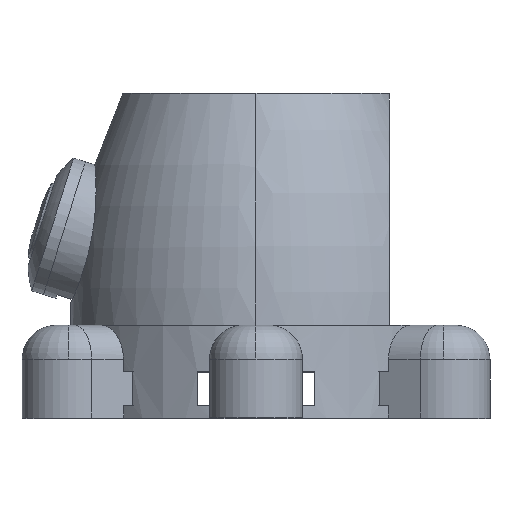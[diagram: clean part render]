
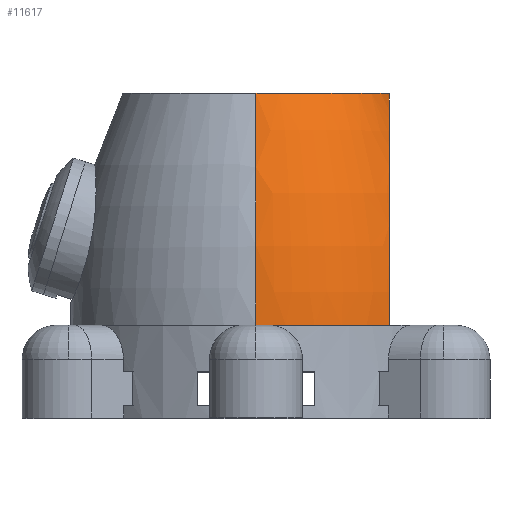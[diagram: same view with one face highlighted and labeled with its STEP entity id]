
A CAD part, top view. The second image highlights one B-rep face of the part: STEP entity #11617.
In plain terms, the highlighted toroidal (fillet/blend) face has major radius 113.941 mm and minor radius 173.941 mm.
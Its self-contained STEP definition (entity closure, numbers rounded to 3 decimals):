
#350 = CARTESIAN_POINT ( 'NONE',  ( 0., 30., 60. ) ) ;
#451 = CARTESIAN_POINT ( 'NONE',  ( 0., 30., -113.941 ) ) ;
#592 = CARTESIAN_POINT ( 'NONE',  ( 43., 103.587, 7.621 ) ) ;
#645 = CARTESIAN_POINT ( 'NONE',  ( 43., 99.248, 15.248 ) ) ;
#768 = CARTESIAN_POINT ( 'NONE',  ( 43., 104.057, 6.234 ) ) ;
#943 = CARTESIAN_POINT ( 'NONE',  ( 43., 62.365, 37.364 ) ) ;
#971 = CARTESIAN_POINT ( 'NONE',  ( 43., 30., 41.845 ) ) ;
#994 = EDGE_CURVE ( 'NONE', #11737, #11913, #4563, .T. ) ;
#1046 = CARTESIAN_POINT ( 'NONE',  ( 43., 33.872, 41.845 ) ) ;
#1161 = CARTESIAN_POINT ( 'NONE',  ( 0., 105., 43. ) ) ;
#1610 = CARTESIAN_POINT ( 'NONE',  ( 43., 105., 1.976 ) ) ;
#1993 = DIRECTION ( 'NONE',  ( 0., 1., 0. ) ) ;
#2321 = EDGE_CURVE ( 'NONE', #11157, #11737, #9824, .T. ) ;
#2398 = CARTESIAN_POINT ( 'NONE',  ( 43., 98.944, 15.636 ) ) ;
#2464 = CARTESIAN_POINT ( 'NONE',  ( 43., 67.954, 35.653 ) ) ;
#2522 = CARTESIAN_POINT ( 'NONE',  ( 43., 102.408, 10.32 ) ) ;
#2938 = CARTESIAN_POINT ( 'NONE',  ( 0., 30., 0. ) ) ;
#3063 = ORIENTED_EDGE ( 'NONE', *, *, #9314, .F. ) ;
#3354 = DIRECTION ( 'NONE',  ( -1., 0., 0. ) ) ;
#3499 = CARTESIAN_POINT ( 'NONE',  ( 43., 82.038, 29.326 ) ) ;
#3786 = CARTESIAN_POINT ( 'NONE',  ( 43., 54.852, 39.26 ) ) ;
#4280 = DIRECTION ( 'NONE',  ( 0., 0., 1. ) ) ;
#4292 = CARTESIAN_POINT ( 'NONE',  ( 43., 78.617, 31.124 ) ) ;
#4468 = CARTESIAN_POINT ( 'NONE',  ( 43., 102.838, 9.442 ) ) ;
#4563 = CIRCLE ( 'NONE', #11361, 43. ) ;
#4582 = CARTESIAN_POINT ( 'NONE',  ( 43., 60.493, 37.886 ) ) ;
#4639 = CARTESIAN_POINT ( 'NONE',  ( 43., 37.721, 41.66 ) ) ;
#4784 = DIRECTION ( 'NONE',  ( 0., 0., 1. ) ) ;
#4966 = VERTEX_POINT ( 'NONE', #971 ) ;
#5125 = CARTESIAN_POINT ( 'NONE',  ( 43., 104.716, 3.896 ) ) ;
#5135 = ORIENTED_EDGE ( 'NONE', *, *, #2321, .F. ) ;
#5252 = CARTESIAN_POINT ( 'NONE',  ( 43., 101.463, 12.027 ) ) ;
#5469 = DIRECTION ( 'NONE',  ( 0., 1., 0. ) ) ;
#5584 = CARTESIAN_POINT ( 'NONE',  ( 43., 105., 0. ) ) ;
#5625 = EDGE_LOOP ( 'NONE', ( #5135, #6820, #3063, #8962 ) ) ;
#5738 = DIRECTION ( 'NONE',  ( 0., 0., -1. ) ) ;
#6111 = CARTESIAN_POINT ( 'NONE',  ( 43., 97.399, 17.537 ) ) ;
#6175 = CARTESIAN_POINT ( 'NONE',  ( 43., 63.301, 37.089 ) ) ;
#6820 = ORIENTED_EDGE ( 'NONE', *, *, #11110, .T. ) ;
#7016 = CARTESIAN_POINT ( 'NONE',  ( 43., 103.409, 8.081 ) ) ;
#7071 = CARTESIAN_POINT ( 'NONE',  ( 43., 100.948, 12.855 ) ) ;
#7195 = CARTESIAN_POINT ( 'NONE',  ( 43., 76.879, 31.962 ) ) ;
#7332 = TOROIDAL_SURFACE ( 'NONE', #10626, -113.941, 173.941 ) ;
#7489 = CARTESIAN_POINT ( 'NONE',  ( 43., 45.375, 40.925 ) ) ;
#7886 = AXIS2_PLACEMENT_3D ( 'NONE', #451, #3354, #4280 ) ;
#8116 = CARTESIAN_POINT ( 'NONE',  ( 43., 91.744, 22.844 ) ) ;
#8348 = CARTESIAN_POINT ( 'NONE',  ( 43., 59.555, 38.134 ) ) ;
#8849 = CARTESIAN_POINT ( 'NONE',  ( 43., 103.91, 6.698 ) ) ;
#8962 = ORIENTED_EDGE ( 'NONE', *, *, #994, .F. ) ;
#8970 = CARTESIAN_POINT ( 'NONE',  ( 43., 87.018, 26.302 ) ) ;
#9030 = CARTESIAN_POINT ( 'NONE',  ( 43., 83.72, 28.366 ) ) ;
#9086 = AXIS2_PLACEMENT_3D ( 'NONE', #2938, #11304, #5738 ) ;
#9093 = CARTESIAN_POINT ( 'NONE',  ( 43., 105., 0. ) ) ;
#9261 = CARTESIAN_POINT ( 'NONE',  ( 43., 30., 41.845 ) ) ;
#9314 = EDGE_CURVE ( 'NONE', #11913, #4966, #11862, .T. ) ;
#9355 = FACE_OUTER_BOUND ( 'NONE', #5625, .T. ) ;
#9368 = CARTESIAN_POINT ( 'NONE',  ( 43., 49.18, 40.375 ) ) ;
#9810 = CARTESIAN_POINT ( 'NONE',  ( 43., 96.062, 18.947 ) ) ;
#9824 = CIRCLE ( 'NONE', #7886, 173.941 ) ;
#10153 = CARTESIAN_POINT ( 'NONE',  ( 43., 56.737, 38.84 ) ) ;
#10300 = CARTESIAN_POINT ( 'NONE',  ( 0., 105., 0. ) ) ;
#10626 = AXIS2_PLACEMENT_3D ( 'NONE', #11902, #5469, #10998 ) ;
#10708 = CARTESIAN_POINT ( 'NONE',  ( 43., 100.121, 14.065 ) ) ;
#10771 = CARTESIAN_POINT ( 'NONE',  ( 43., 99.835, 14.463 ) ) ;
#10998 = DIRECTION ( 'NONE',  ( 0., 0., 1. ) ) ;
#11110 = EDGE_CURVE ( 'NONE', #11157, #4966, #11782, .T. ) ;
#11157 = VERTEX_POINT ( 'NONE', #350 ) ;
#11304 = DIRECTION ( 'NONE',  ( 0., 1., 0. ) ) ;
#11361 = AXIS2_PLACEMENT_3D ( 'NONE', #10300, #1993, #4784 ) ;
#11559 = CARTESIAN_POINT ( 'NONE',  ( 43., 88.639, 25.193 ) ) ;
#11617 = ADVANCED_FACE ( 'NONE', ( #9355 ), #7332, .T. ) ;
#11677 = CARTESIAN_POINT ( 'NONE',  ( 43., 71.585, 34.308 ) ) ;
#11737 = VERTEX_POINT ( 'NONE', #1161 ) ;
#11782 = CIRCLE ( 'NONE', #9086, 60. ) ;
#11808 = CARTESIAN_POINT ( 'NONE',  ( 43., 93.235, 21.601 ) ) ;
#11862 = B_SPLINE_CURVE_WITH_KNOTS ( 'NONE', 3,
 ( #9093, #1610, #5125, #768, #8849, #592, #7016, #4468, #2522, #5252, #7071, #10708, #10771, #645, #2398, #6111, #9810, #11808, #8116, #11559, #8970, #9030, #3499, #4292, #7195, #11677, #2464, #6175, #943, #4582, #8348, #10153, #3786, #9368, #7489, #4639, #1046, #9261 ),
 .UNSPECIFIED., .F., .F.,
 ( 4, 2, 2, 2, 2, 2, 2, 2, 2, 2, 2, 2, 2, 2, 2, 2, 2, 2, 4 ),
 ( 0., 0.006, 0.007, 0.009, 0.012, 0.015, 0.016, 0.017, 0.023, 0.029, 0.035, 0.041, 0.047, 0.058, 0.061, 0.064, 0.07, 0.081, 0.093 ),
 .UNSPECIFIED. ) ;
#11902 = CARTESIAN_POINT ( 'NONE',  ( 0., 30., 0. ) ) ;
#11913 = VERTEX_POINT ( 'NONE', #5584 ) ;
